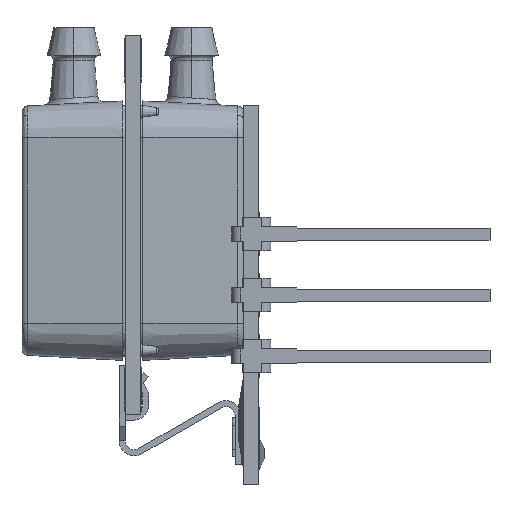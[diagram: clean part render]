
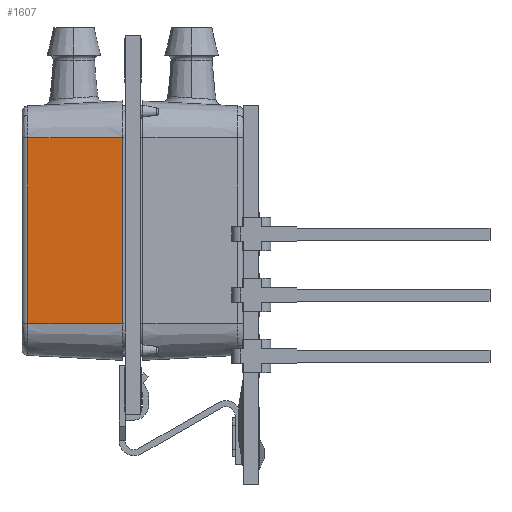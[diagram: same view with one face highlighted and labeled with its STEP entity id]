
A CAD part, left-side view. The second image highlights one B-rep face of the part: STEP entity #1607.
In plain terms, the highlighted face is planar.
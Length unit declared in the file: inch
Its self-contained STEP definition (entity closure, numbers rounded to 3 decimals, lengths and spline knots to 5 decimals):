
#5 = DIRECTION ( 'NONE',  ( -0.004, -0.052, 0.999 ) ) ;
#8 = DIRECTION ( 'NONE',  ( 0.004, -0.052, 0.999 ) ) ;
#19 = CARTESIAN_POINT ( 'NONE',  ( -0.12623, 0.2455, 0.16875 ) ) ;
#272 = DIRECTION ( 'NONE',  ( 1., 0., 0. ) ) ;
#293 = CARTESIAN_POINT ( 'NONE',  ( 0.0265, 0.2455, 0.16875 ) ) ;
#621 = ORIENTED_EDGE ( 'NONE', *, *, #8454, .F. ) ;
#1607 = ADVANCED_FACE ( 'NONE', ( #9960 ), #4769, .T. ) ;
#2172 = CARTESIAN_POINT ( 'NONE',  ( -0.12623, 0.2455, 0.16875 ) ) ;
#2234 = CARTESIAN_POINT ( 'NONE',  ( 0.17859, 0.23735, 0.32427 ) ) ;
#2282 = CARTESIAN_POINT ( 'NONE',  ( 0.17923, 0.2455, 0.16875 ) ) ;
#2318 = CARTESIAN_POINT ( 'NONE',  ( -0.12559, 0.23735, 0.32427 ) ) ;
#3149 = ORIENTED_EDGE ( 'NONE', *, *, #8525, .T. ) ;
#3168 = ORIENTED_EDGE ( 'NONE', *, *, #8546, .F. ) ;
#3204 = ORIENTED_EDGE ( 'NONE', *, *, #8552, .T. ) ;
#4769 = PLANE ( 'NONE',  #8961 ) ;
#4781 = CARTESIAN_POINT ( 'NONE',  ( 0.17923, 0.2455, 0.16875 ) ) ;
#4823 = DIRECTION ( 'NONE',  ( -1., 0., 0. ) ) ;
#4837 = DIRECTION ( 'NONE',  ( 0., 0.999, 0.052 ) ) ;
#6210 = LINE ( 'NONE', #293, #6227 ) ;
#6227 = VECTOR ( 'NONE', #272, 39.37008 ) ;
#6244 = VECTOR ( 'NONE', #15276, 39.37008 ) ;
#6264 = LINE ( 'NONE', #15269, #6244 ) ;
#6294 = LINE ( 'NONE', #19, #6298 ) ;
#6298 = VECTOR ( 'NONE', #8, 39.37008 ) ;
#6314 = LINE ( 'NONE', #15303, #6323 ) ;
#6323 = VECTOR ( 'NONE', #5, 39.37008 ) ;
#7110 = EDGE_LOOP ( 'NONE', ( #621, #3204, #3149, #3168 ) ) ;
#8454 = EDGE_CURVE ( 'NONE', #13799, #13834, #6210, .T. ) ;
#8525 = EDGE_CURVE ( 'NONE', #13891, #13845, #6264, .T. ) ;
#8546 = EDGE_CURVE ( 'NONE', #13834, #13845, #6314, .T. ) ;
#8552 = EDGE_CURVE ( 'NONE', #13799, #13891, #6294, .T. ) ;
#8961 = AXIS2_PLACEMENT_3D ( 'NONE', #4781, #4837, #4823 ) ;
#9960 = FACE_OUTER_BOUND ( 'NONE', #7110, .T. ) ;
#13799 = VERTEX_POINT ( 'NONE', #2172 ) ;
#13834 = VERTEX_POINT ( 'NONE', #2282 ) ;
#13845 = VERTEX_POINT ( 'NONE', #2234 ) ;
#13891 = VERTEX_POINT ( 'NONE', #2318 ) ;
#15269 = CARTESIAN_POINT ( 'NONE',  ( 0.0265, 0.23735, 0.32427 ) ) ;
#15276 = DIRECTION ( 'NONE',  ( 1., 0., 0. ) ) ;
#15303 = CARTESIAN_POINT ( 'NONE',  ( 0.17891, 0.24143, 0.24646 ) ) ;
